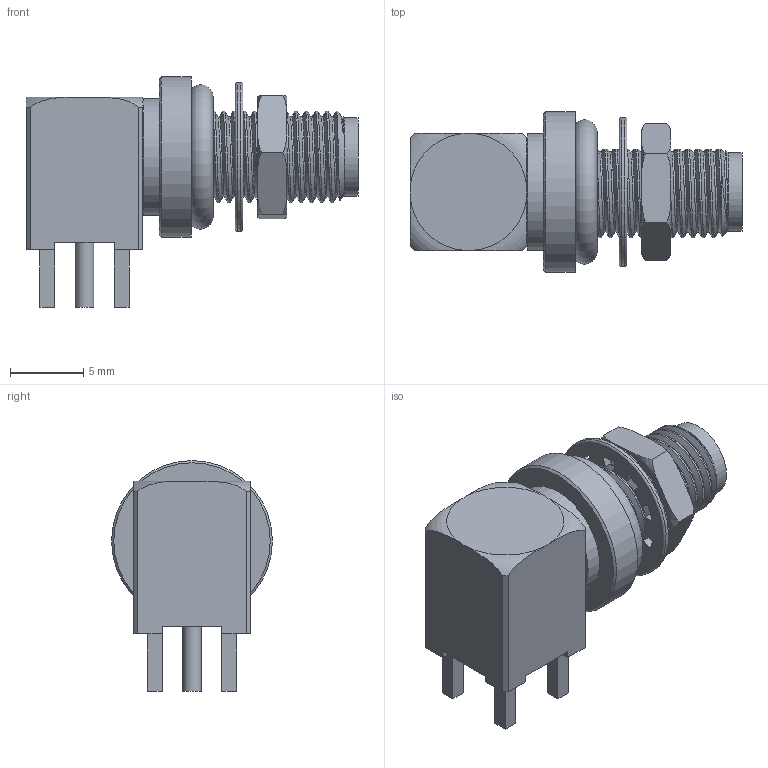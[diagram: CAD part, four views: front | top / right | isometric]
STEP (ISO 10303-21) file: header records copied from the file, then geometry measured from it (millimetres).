
FILE_DESCRIPTION(/* description */ ('Unknown'),/* implementation_level */ '2;1');
FILE_NAME(/* name */ '63011052121510',/* time_stamp */ '2022-05-31T11:54:17+02:00',/* author */ ('Unknown'),/* organization */ ('Unknown'),/* preprocessor_version */ 'ST-DEVELOPER v16.7',/* originating_system */ 'Solid Edge',/* authorisation */ 'Unknown');
FILE_SCHEMA (('AUTOMOTIVE_DESIGN {1 0 10303 214 3 1 1}'));
Length unit declared in the file: millimetre
Products named in the file (9): 63011052121510; 63011052121510_Shelding; 63011052121510_Shelding2; 63011052121510_Gasket; 63011052121510_Signalpin; 63011052121510_insulator; 63011052121510_insulator2; 63011052121510_Nut; 63011052121510_Washer
Assembly tree (8 placements, depth 2):
  63011052121510
    63011052121510_Shelding
    63011052121510_Shelding2
    63011052121510_Gasket
    63011052121510_Signalpin
    63011052121510_insulator
    63011052121510_insulator2
    63011052121510_Nut
    63011052121510_Washer
Bounding box: 22.71 x 11 x 15.79 mm (x, y, z)
Volume: 1184.4 mm3; surface area: 2422.7 mm2
Topology: 24 solids, 52 shells, 790 faces, 2111 edges, 1359 vertices
Faces by surface type: plane 429, cylinder 213, cone 121, torus 22, bspline 5
Full cylindrical faces by diameter (mm): 0.92 x1, 1.27 x4, 2.85 x1, 3.94 x1, 4.05 x2, 4.06 x1, 4.1 x1, 4.55 x1, 5.35 x1, 6.3 x1, 6.5 x1, 6.55 x1, 8 x1, 9.9 x1, 10.2 x1, 11 x1
Entity records: 31140 total; most frequent: CARTESIAN_POINT 12834, ORIENTED_EDGE 4004, DIRECTION 3506, EDGE_CURVE 2002, VERTEX_POINT 1315, AXIS2_PLACEMENT_3D 1310, LINE 886, VECTOR 886
